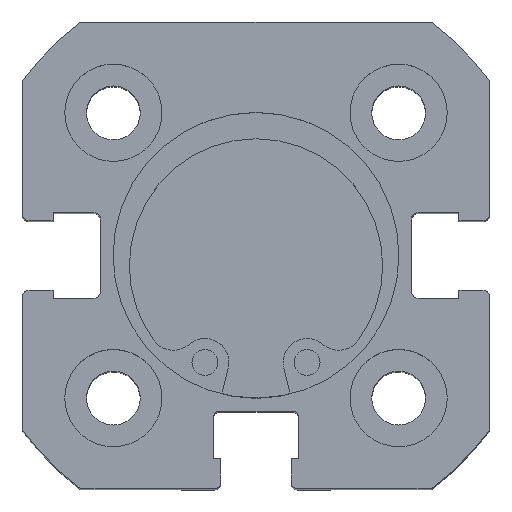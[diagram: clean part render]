
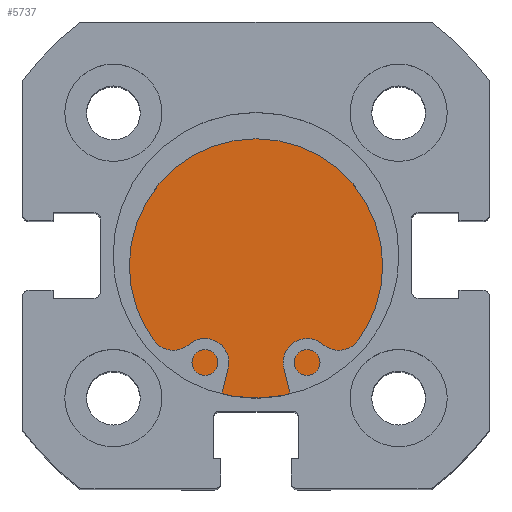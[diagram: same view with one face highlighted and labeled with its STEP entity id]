
A CAD part, top view. The second image highlights one B-rep face of the part: STEP entity #5737.
In plain terms, the highlighted face is planar.
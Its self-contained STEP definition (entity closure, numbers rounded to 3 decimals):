
#173 = CARTESIAN_POINT ( 'NONE',  ( 6., 0., -11. ) ) ;
#255 = CARTESIAN_POINT ( 'NONE',  ( 6., 0., 11. ) ) ;
#639 = EDGE_CURVE ( 'NONE', #5463, #5490, #1663, .T. ) ;
#653 = EDGE_CURVE ( 'NONE', #5490, #5463, #1682, .T. ) ;
#750 = AXIS2_PLACEMENT_3D ( 'NONE', #4762, #4752, #4750 ) ;
#757 = AXIS2_PLACEMENT_3D ( 'NONE', #4714, #4706, #4705 ) ;
#1107 = AXIS2_PLACEMENT_3D ( 'NONE', #3529, #3536, #3537 ) ;
#1173 = EDGE_LOOP ( 'NONE', ( #1355, #5310 ) ) ;
#1355 = ORIENTED_EDGE ( 'NONE', *, *, #639, .F. ) ;
#1663 = CIRCLE ( 'NONE', #750, 11. ) ;
#1682 = CIRCLE ( 'NONE', #757, 11. ) ;
#2532 = FACE_OUTER_BOUND ( 'NONE', #1173, .T. ) ;
#3526 = PLANE ( 'NONE',  #1107 ) ;
#3529 = CARTESIAN_POINT ( 'NONE',  ( 6., 11., 0. ) ) ;
#3536 = DIRECTION ( 'NONE',  ( -1., 0., 0. ) ) ;
#3537 = DIRECTION ( 'NONE',  ( 0., 0., 1. ) ) ;
#4705 = DIRECTION ( 'NONE',  ( 0., 0., 1. ) ) ;
#4706 = DIRECTION ( 'NONE',  ( -1., 0., 0. ) ) ;
#4714 = CARTESIAN_POINT ( 'NONE',  ( 6., 0., 0. ) ) ;
#4750 = DIRECTION ( 'NONE',  ( 0., 0., 1. ) ) ;
#4752 = DIRECTION ( 'NONE',  ( -1., 0., 0. ) ) ;
#4762 = CARTESIAN_POINT ( 'NONE',  ( 6., 0., 0. ) ) ;
#5310 = ORIENTED_EDGE ( 'NONE', *, *, #653, .F. ) ;
#5463 = VERTEX_POINT ( 'NONE', #255 ) ;
#5490 = VERTEX_POINT ( 'NONE', #173 ) ;
#5737 = ADVANCED_FACE ( 'NONE', ( #2532 ), #3526, .F. ) ;
